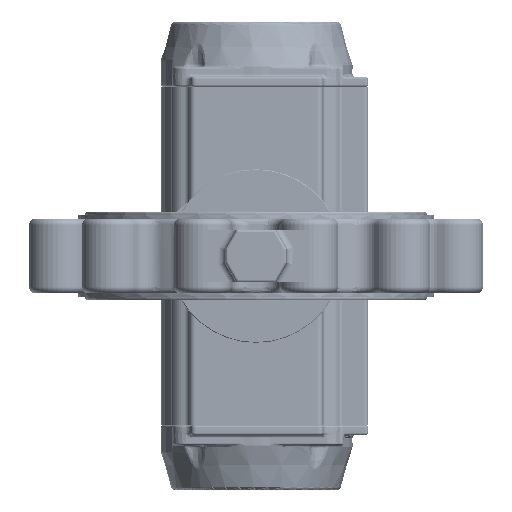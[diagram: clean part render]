
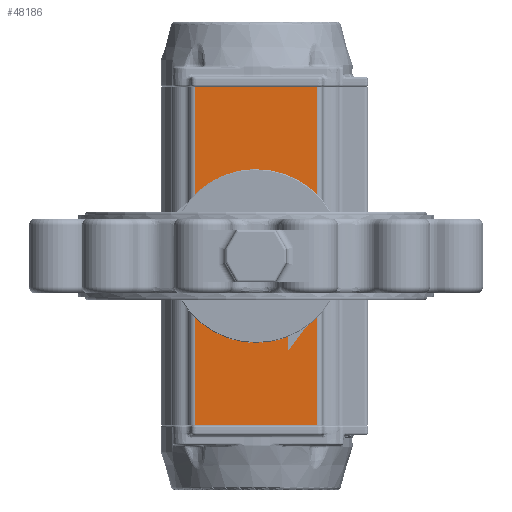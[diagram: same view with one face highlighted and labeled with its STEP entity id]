
A CAD part, front view. The second image highlights one B-rep face of the part: STEP entity #48186.
In plain terms, the highlighted planar face has unit normal (0, -1, 0).
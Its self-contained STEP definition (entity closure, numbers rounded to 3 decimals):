
#4871=CIRCLE('',#55458,3.324);
#4872=CIRCLE('',#55459,3.324);
#4873=CIRCLE('',#55460,3.324);
#4874=CIRCLE('',#55461,3.324);
#4875=CIRCLE('',#55462,4.188);
#4876=CIRCLE('',#55463,4.188);
#4877=CIRCLE('',#55464,4.188);
#4878=CIRCLE('',#55465,4.188);
#4879=CIRCLE('',#55466,27.481);
#11135=ORIENTED_EDGE('',*,*,#23920,.F.);
#11136=ORIENTED_EDGE('',*,*,#23919,.T.);
#11137=ORIENTED_EDGE('',*,*,#23921,.T.);
#11138=ORIENTED_EDGE('',*,*,#23922,.F.);
#11139=ORIENTED_EDGE('',*,*,#23923,.T.);
#11140=ORIENTED_EDGE('',*,*,#23924,.T.);
#11141=ORIENTED_EDGE('',*,*,#23925,.T.);
#11142=ORIENTED_EDGE('',*,*,#23926,.T.);
#11143=ORIENTED_EDGE('',*,*,#23927,.T.);
#11144=ORIENTED_EDGE('',*,*,#23928,.T.);
#11145=ORIENTED_EDGE('',*,*,#23929,.T.);
#11146=ORIENTED_EDGE('',*,*,#23930,.T.);
#11147=ORIENTED_EDGE('',*,*,#23931,.T.);
#23919=EDGE_CURVE('',#30600,#30601,#34749,.T.);
#23920=EDGE_CURVE('',#30600,#30602,#34750,.T.);
#23921=EDGE_CURVE('',#30601,#30603,#34751,.T.);
#23922=EDGE_CURVE('',#30602,#30603,#34752,.T.);
#23923=EDGE_CURVE('',#30604,#30604,#4871,.T.);
#23924=EDGE_CURVE('',#30605,#30605,#4872,.T.);
#23925=EDGE_CURVE('',#30606,#30606,#4873,.T.);
#23926=EDGE_CURVE('',#30607,#30607,#4874,.T.);
#23927=EDGE_CURVE('',#30608,#30608,#4875,.T.);
#23928=EDGE_CURVE('',#30609,#30609,#4876,.T.);
#23929=EDGE_CURVE('',#30610,#30610,#4877,.T.);
#23930=EDGE_CURVE('',#30611,#30611,#4878,.T.);
#23931=EDGE_CURVE('',#30612,#30612,#4879,.T.);
#30600=VERTEX_POINT('',#83160);
#30601=VERTEX_POINT('',#83162);
#30602=VERTEX_POINT('',#83166);
#30603=VERTEX_POINT('',#83168);
#30604=VERTEX_POINT('',#83171);
#30605=VERTEX_POINT('',#83173);
#30606=VERTEX_POINT('',#83175);
#30607=VERTEX_POINT('',#83177);
#30608=VERTEX_POINT('',#83179);
#30609=VERTEX_POINT('',#83181);
#30610=VERTEX_POINT('',#83183);
#30611=VERTEX_POINT('',#83185);
#30612=VERTEX_POINT('',#83187);
#34749=LINE('',#83163,#37288);
#34750=LINE('',#83165,#37289);
#34751=LINE('',#83167,#37290);
#34752=LINE('',#83169,#37291);
#37288=VECTOR('',#62642,1000.);
#37289=VECTOR('',#62645,1000.);
#37290=VECTOR('',#62646,1000.);
#37291=VECTOR('',#62647,1000.);
#40153=EDGE_LOOP('',(#11135,#11136,#11137,#11138));
#40154=EDGE_LOOP('',(#11139));
#40155=EDGE_LOOP('',(#11140));
#40156=EDGE_LOOP('',(#11141));
#40157=EDGE_LOOP('',(#11142));
#40158=EDGE_LOOP('',(#11143));
#40159=EDGE_LOOP('',(#11144));
#40160=EDGE_LOOP('',(#11145));
#40161=EDGE_LOOP('',(#11146));
#40162=EDGE_LOOP('',(#11147));
#43840=FACE_BOUND('',#40153,.T.);
#43841=FACE_BOUND('',#40154,.T.);
#43842=FACE_BOUND('',#40155,.T.);
#43843=FACE_BOUND('',#40156,.T.);
#43844=FACE_BOUND('',#40157,.T.);
#43845=FACE_BOUND('',#40158,.T.);
#43846=FACE_BOUND('',#40159,.T.);
#43847=FACE_BOUND('',#40160,.T.);
#43848=FACE_BOUND('',#40161,.T.);
#43849=FACE_BOUND('',#40162,.T.);
#46788=PLANE('',#55457);
#48186=ADVANCED_FACE('',(#43840,#43841,#43842,#43843,#43844,#43845,#43846,
#43847,#43848,#43849),#46788,.T.);
#55457=AXIS2_PLACEMENT_3D('',#83164,#62643,#62644);
#55458=AXIS2_PLACEMENT_3D('',#83170,#62648,#62649);
#55459=AXIS2_PLACEMENT_3D('',#83172,#62650,#62651);
#55460=AXIS2_PLACEMENT_3D('',#83174,#62652,#62653);
#55461=AXIS2_PLACEMENT_3D('',#83176,#62654,#62655);
#55462=AXIS2_PLACEMENT_3D('',#83178,#62656,#62657);
#55463=AXIS2_PLACEMENT_3D('',#83180,#62658,#62659);
#55464=AXIS2_PLACEMENT_3D('',#83182,#62660,#62661);
#55465=AXIS2_PLACEMENT_3D('',#83184,#62662,#62663);
#55466=AXIS2_PLACEMENT_3D('',#83186,#62664,#62665);
#62642=DIRECTION('',(0.,0.,-1.));
#62643=DIRECTION('',(0.,-1.,0.));
#62644=DIRECTION('',(1.,0.,0.));
#62645=DIRECTION('',(1.,0.,0.));
#62646=DIRECTION('',(1.,0.,0.));
#62647=DIRECTION('',(0.,0.,-1.));
#62648=DIRECTION('',(0.,1.,0.));
#62649=DIRECTION('',(1.,0.,0.));
#62650=DIRECTION('',(0.,1.,0.));
#62651=DIRECTION('',(1.,0.,0.));
#62652=DIRECTION('',(0.,1.,0.));
#62653=DIRECTION('',(1.,0.,0.));
#62654=DIRECTION('',(0.,1.,0.));
#62655=DIRECTION('',(1.,0.,0.));
#62656=DIRECTION('',(0.,1.,0.));
#62657=DIRECTION('',(1.,0.,0.));
#62658=DIRECTION('',(0.,1.,0.));
#62659=DIRECTION('',(1.,0.,0.));
#62660=DIRECTION('',(0.,1.,0.));
#62661=DIRECTION('',(1.,0.,0.));
#62662=DIRECTION('',(0.,1.,0.));
#62663=DIRECTION('',(1.,0.,0.));
#62664=DIRECTION('',(0.,1.,0.));
#62665=DIRECTION('',(1.,0.,0.));
#83160=CARTESIAN_POINT('',(-44.,-80.5,244.));
#83162=CARTESIAN_POINT('',(-44.,-80.5,0.));
#83163=CARTESIAN_POINT('',(-44.,-80.5,0.));
#83164=CARTESIAN_POINT('',(-44.,-80.5,0.));
#83165=CARTESIAN_POINT('',(8.442,-80.5,244.));
#83166=CARTESIAN_POINT('',(44.,-80.5,244.));
#83167=CARTESIAN_POINT('',(8.442,-80.5,0.));
#83168=CARTESIAN_POINT('',(44.,-80.5,0.));
#83169=CARTESIAN_POINT('',(44.,-80.5,0.));
#83170=CARTESIAN_POINT('',(24.749,-80.5,146.749));
#83171=CARTESIAN_POINT('',(28.072,-80.5,146.749));
#83172=CARTESIAN_POINT('',(-24.749,-80.5,146.749));
#83173=CARTESIAN_POINT('',(-21.425,-80.5,146.749));
#83174=CARTESIAN_POINT('',(-24.749,-80.5,97.251));
#83175=CARTESIAN_POINT('',(-21.425,-80.5,97.251));
#83176=CARTESIAN_POINT('',(24.749,-80.5,97.251));
#83177=CARTESIAN_POINT('',(28.072,-80.5,97.251));
#83178=CARTESIAN_POINT('',(36.062,-80.5,158.062));
#83179=CARTESIAN_POINT('',(40.25,-80.5,158.062));
#83180=CARTESIAN_POINT('',(-36.062,-80.5,158.062));
#83181=CARTESIAN_POINT('',(-31.874,-80.5,158.062));
#83182=CARTESIAN_POINT('',(-36.062,-80.5,85.938));
#83183=CARTESIAN_POINT('',(-31.874,-80.5,85.938));
#83184=CARTESIAN_POINT('',(36.062,-80.5,85.938));
#83185=CARTESIAN_POINT('',(40.25,-80.5,85.938));
#83186=CARTESIAN_POINT('',(0.,-80.5,122.));
#83187=CARTESIAN_POINT('',(27.481,-80.5,122.));
